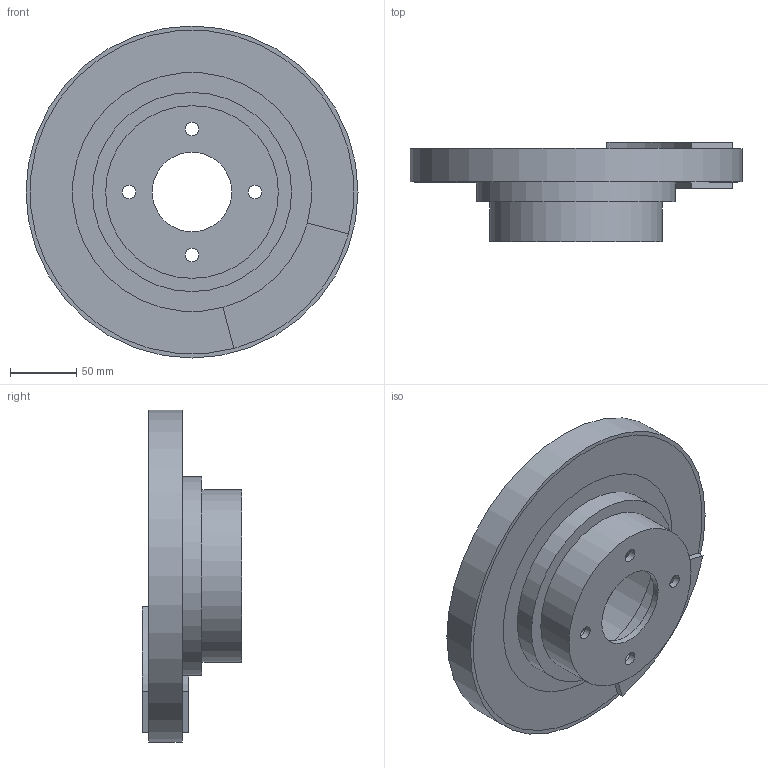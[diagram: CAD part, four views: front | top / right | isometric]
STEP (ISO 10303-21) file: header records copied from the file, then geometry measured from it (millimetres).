
FILE_DESCRIPTION( ( 'STEP Version 203' ), '1' );
FILE_NAME( 'brake_Geom.stp', '11/30/16 23:51:57', ( 'Aditya' ), ( ' ' ), 'PSStep 17.0.49', 'DesignModeler STEP Output', ' ' );
FILE_SCHEMA( ( 'CONFIG_CONTROL_DESIGN' ) );
Length unit declared in the file: metre
Products named in the file (3): 1; 2; 3
Bounding box: 250 x 75 x 250 mm (x, y, z)
Volume: 1032191.2 mm3; surface area: 176190.1 mm2
Topology: 3 solids, 3 shells, 34 faces, 66 edges, 44 vertices
Faces by surface type: plane 20, cylinder 14
Full cylindrical faces by diameter (mm): 10 x4, 60 x1, 120 x1, 130 x1, 140 x1, 150 x1, 250 x1
Entity records: 946 total; most frequent: DIRECTION 166, CARTESIAN_POINT 137, ORIENTED_EDGE 112, AXIS2_PLACEMENT_3D 73, EDGE_LOOP 60, EDGE_CURVE 56, FACE_OUTER_BOUND 44, VERTEX_POINT 44
